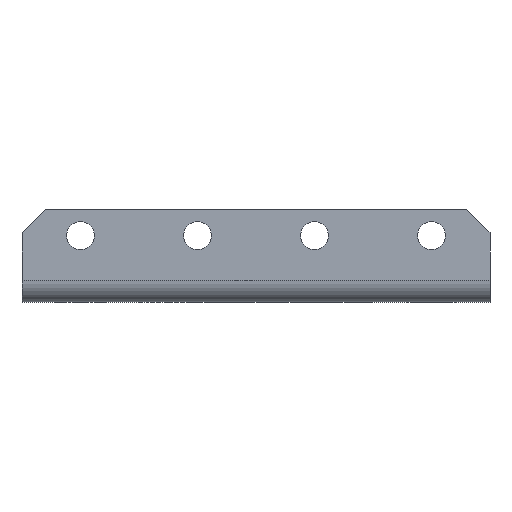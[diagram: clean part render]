
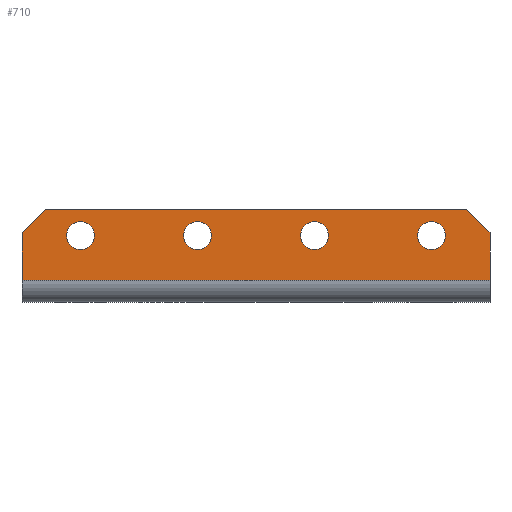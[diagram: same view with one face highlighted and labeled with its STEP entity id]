
A CAD part, front view. The second image highlights one B-rep face of the part: STEP entity #710.
In plain terms, the highlighted planar face has unit normal (0, -1, 0).
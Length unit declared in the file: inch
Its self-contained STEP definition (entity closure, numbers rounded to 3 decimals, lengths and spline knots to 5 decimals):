
#12 = ORIENTED_EDGE ( 'NONE', *, *, #123, .F. ) ;
#19 = CIRCLE ( 'NONE', #1544, 0.075 ) ;
#21 = EDGE_CURVE ( 'NONE', #27, #1087, #338, .T. ) ;
#27 = VERTEX_POINT ( 'NONE', #1631 ) ;
#49 = EDGE_CURVE ( 'NONE', #62, #454, #2106, .T. ) ;
#62 = VERTEX_POINT ( 'NONE', #568 ) ;
#69 = CIRCLE ( 'NONE', #217, 0.075 ) ;
#87 = CIRCLE ( 'NONE', #1391, 0.075 ) ;
#89 = DIRECTION ( 'NONE',  ( 0., -1., 0. ) ) ;
#108 = CARTESIAN_POINT ( 'NONE',  ( 1.25984, 0., 0.119 ) ) ;
#117 = DIRECTION ( 'NONE',  ( 0., 0., -1. ) ) ;
#123 = EDGE_CURVE ( 'NONE', #1248, #2302, #87, .T. ) ;
#124 = FACE_BOUND ( 'NONE', #1850, .T. ) ;
#132 = DIRECTION ( 'NONE',  ( 0., 0., -1. ) ) ;
#135 = PLANE ( 'NONE',  #2032 ) ;
#162 = AXIS2_PLACEMENT_3D ( 'NONE', #996, #1357, #1367 ) ;
#198 = EDGE_CURVE ( 'NONE', #1087, #1611, #2230, .T. ) ;
#204 = CARTESIAN_POINT ( 'NONE',  ( 3.46457, 0., 0.35984 ) ) ;
#217 = AXIS2_PLACEMENT_3D ( 'NONE', #2213, #89, #1895 ) ;
#243 = EDGE_CURVE ( 'NONE', #2172, #1862, #1024, .T. ) ;
#255 = DIRECTION ( 'NONE',  ( 0., -1., 0. ) ) ;
#328 = CARTESIAN_POINT ( 'NONE',  ( 1.5748, 0., 0.28484 ) ) ;
#338 = LINE ( 'NONE', #1050, #1852 ) ;
#357 = VERTEX_POINT ( 'NONE', #2097 ) ;
#389 = CARTESIAN_POINT ( 'NONE',  ( 1.25984, 0., 0.375 ) ) ;
#395 = DIRECTION ( 'NONE',  ( 0., 0., -1. ) ) ;
#416 = CARTESIAN_POINT ( 'NONE',  ( 2.83465, 0., 0.28484 ) ) ;
#454 = VERTEX_POINT ( 'NONE', #416 ) ;
#465 = CARTESIAN_POINT ( 'NONE',  ( 2.20472, 0., 0.35984 ) ) ;
#479 = FACE_BOUND ( 'NONE', #661, .T. ) ;
#491 = FACE_BOUND ( 'NONE', #2234, .T. ) ;
#515 = EDGE_CURVE ( 'NONE', #574, #27, #1303, .T. ) ;
#517 = CIRCLE ( 'NONE', #1833, 0.075 ) ;
#567 = CARTESIAN_POINT ( 'NONE',  ( 4.59695, 0., -0.44242 ) ) ;
#568 = CARTESIAN_POINT ( 'NONE',  ( 2.83465, 0., 0.43484 ) ) ;
#574 = VERTEX_POINT ( 'NONE', #1887 ) ;
#585 = EDGE_LOOP ( 'NONE', ( #722, #932, #769, #1745, #1754, #1009 ) ) ;
#616 = CARTESIAN_POINT ( 'NONE',  ( 1.5748, 0., 0.43484 ) ) ;
#623 = CARTESIAN_POINT ( 'NONE',  ( 1.25984, 0., 0. ) ) ;
#628 = EDGE_CURVE ( 'NONE', #357, #744, #19, .T. ) ;
#656 = DIRECTION ( 'NONE',  ( -1., 0., 0. ) ) ;
#661 = EDGE_LOOP ( 'NONE', ( #12, #1208 ) ) ;
#664 = FACE_OUTER_BOUND ( 'NONE', #585, .T. ) ;
#700 = DIRECTION ( 'NONE',  ( 0., 1., 0. ) ) ;
#710 = ADVANCED_FACE ( 'NONE', ( #1056, #491, #479, #124, #664 ), #135, .F. ) ;
#722 = ORIENTED_EDGE ( 'NONE', *, *, #1690, .T. ) ;
#744 = VERTEX_POINT ( 'NONE', #1414 ) ;
#769 = ORIENTED_EDGE ( 'NONE', *, *, #1645, .F. ) ;
#771 = CIRCLE ( 'NONE', #1511, 0.075 ) ;
#789 = DIRECTION ( 'NONE',  ( 0., -1., 0. ) ) ;
#829 = ORIENTED_EDGE ( 'NONE', *, *, #243, .F. ) ;
#835 = AXIS2_PLACEMENT_3D ( 'NONE', #1118, #1860, #1815 ) ;
#904 = VERTEX_POINT ( 'NONE', #389 ) ;
#932 = ORIENTED_EDGE ( 'NONE', *, *, #1552, .F. ) ;
#954 = DIRECTION ( 'NONE',  ( 0.707, 0., -0.707 ) ) ;
#973 = EDGE_CURVE ( 'NONE', #454, #62, #69, .T. ) ;
#996 = CARTESIAN_POINT ( 'NONE',  ( 1.5748, 0., 0.35984 ) ) ;
#1009 = ORIENTED_EDGE ( 'NONE', *, *, #515, .F. ) ;
#1013 = EDGE_CURVE ( 'NONE', #744, #357, #517, .T. ) ;
#1024 = CIRCLE ( 'NONE', #162, 0.075 ) ;
#1050 = CARTESIAN_POINT ( 'NONE',  ( 3.77953, 0., 0. ) ) ;
#1056 = FACE_BOUND ( 'NONE', #1410, .T. ) ;
#1078 = CARTESIAN_POINT ( 'NONE',  ( 3.46457, 0., 0.28484 ) ) ;
#1087 = VERTEX_POINT ( 'NONE', #2271 ) ;
#1118 = CARTESIAN_POINT ( 'NONE',  ( 2.83465, 0., 0.35984 ) ) ;
#1169 = VECTOR ( 'NONE', #656, 39.37008 ) ;
#1208 = ORIENTED_EDGE ( 'NONE', *, *, #1365, .F. ) ;
#1248 = VERTEX_POINT ( 'NONE', #1078 ) ;
#1283 = DIRECTION ( 'NONE',  ( 0., -1., 0. ) ) ;
#1303 = LINE ( 'NONE', #567, #1434 ) ;
#1308 = AXIS2_PLACEMENT_3D ( 'NONE', #1940, #1916, #132 ) ;
#1320 = DIRECTION ( 'NONE',  ( 0., 0., -1. ) ) ;
#1328 = VECTOR ( 'NONE', #2053, 39.37008 ) ;
#1351 = LINE ( 'NONE', #1370, #2004 ) ;
#1357 = DIRECTION ( 'NONE',  ( 0., -1., 0. ) ) ;
#1365 = EDGE_CURVE ( 'NONE', #2302, #1248, #771, .T. ) ;
#1367 = DIRECTION ( 'NONE',  ( 0., 0., -1. ) ) ;
#1370 = CARTESIAN_POINT ( 'NONE',  ( 2.96211, 0., 2.07726 ) ) ;
#1372 = CARTESIAN_POINT ( 'NONE',  ( 3.46457, 0., 0.43484 ) ) ;
#1391 = AXIS2_PLACEMENT_3D ( 'NONE', #204, #1283, #1997 ) ;
#1406 = DIRECTION ( 'NONE',  ( -1., 0., 0. ) ) ;
#1410 = EDGE_LOOP ( 'NONE', ( #2073, #2010 ) ) ;
#1414 = CARTESIAN_POINT ( 'NONE',  ( 2.20472, 0., 0.43484 ) ) ;
#1434 = VECTOR ( 'NONE', #954, 39.37008 ) ;
#1511 = AXIS2_PLACEMENT_3D ( 'NONE', #1715, #2277, #117 ) ;
#1516 = VERTEX_POINT ( 'NONE', #1902 ) ;
#1544 = AXIS2_PLACEMENT_3D ( 'NONE', #2049, #789, #1724 ) ;
#1552 = EDGE_CURVE ( 'NONE', #904, #1516, #1351, .T. ) ;
#1564 = CARTESIAN_POINT ( 'NONE',  ( 5.03937, 0., 0. ) ) ;
#1567 = LINE ( 'NONE', #623, #1328 ) ;
#1611 = VERTEX_POINT ( 'NONE', #108 ) ;
#1625 = VECTOR ( 'NONE', #1406, 39.37008 ) ;
#1631 = CARTESIAN_POINT ( 'NONE',  ( 3.77953, 0., 0.375 ) ) ;
#1645 = EDGE_CURVE ( 'NONE', #1611, #904, #1567, .T. ) ;
#1688 = ORIENTED_EDGE ( 'NONE', *, *, #49, .F. ) ;
#1690 = EDGE_CURVE ( 'NONE', #574, #1516, #2123, .T. ) ;
#1715 = CARTESIAN_POINT ( 'NONE',  ( 3.46457, 0., 0.35984 ) ) ;
#1724 = DIRECTION ( 'NONE',  ( 0., 0., -1. ) ) ;
#1744 = ORIENTED_EDGE ( 'NONE', *, *, #2192, .F. ) ;
#1745 = ORIENTED_EDGE ( 'NONE', *, *, #198, .F. ) ;
#1754 = ORIENTED_EDGE ( 'NONE', *, *, #21, .F. ) ;
#1815 = DIRECTION ( 'NONE',  ( 0., 0., -1. ) ) ;
#1833 = AXIS2_PLACEMENT_3D ( 'NONE', #465, #255, #1320 ) ;
#1850 = EDGE_LOOP ( 'NONE', ( #2102, #1688 ) ) ;
#1852 = VECTOR ( 'NONE', #395, 39.37008 ) ;
#1860 = DIRECTION ( 'NONE',  ( 0., -1., 0. ) ) ;
#1862 = VERTEX_POINT ( 'NONE', #328 ) ;
#1887 = CARTESIAN_POINT ( 'NONE',  ( 3.65453, 0., 0.5 ) ) ;
#1895 = DIRECTION ( 'NONE',  ( 0., 0., -1. ) ) ;
#1902 = CARTESIAN_POINT ( 'NONE',  ( 1.38484, 0., 0.5 ) ) ;
#1916 = DIRECTION ( 'NONE',  ( 0., -1., 0. ) ) ;
#1936 = CARTESIAN_POINT ( 'NONE',  ( 5.03937, 0., 0.5 ) ) ;
#1940 = CARTESIAN_POINT ( 'NONE',  ( 1.5748, 0., 0.35984 ) ) ;
#1997 = DIRECTION ( 'NONE',  ( 0., 0., -1. ) ) ;
#2004 = VECTOR ( 'NONE', #2267, 39.37008 ) ;
#2010 = ORIENTED_EDGE ( 'NONE', *, *, #1013, .F. ) ;
#2032 = AXIS2_PLACEMENT_3D ( 'NONE', #1564, #700, #2286 ) ;
#2049 = CARTESIAN_POINT ( 'NONE',  ( 2.20472, 0., 0.35984 ) ) ;
#2053 = DIRECTION ( 'NONE',  ( 0., 0., 1. ) ) ;
#2073 = ORIENTED_EDGE ( 'NONE', *, *, #628, .F. ) ;
#2087 = CARTESIAN_POINT ( 'NONE',  ( 5.03937, 0., 0.119 ) ) ;
#2097 = CARTESIAN_POINT ( 'NONE',  ( 2.20472, 0., 0.28484 ) ) ;
#2102 = ORIENTED_EDGE ( 'NONE', *, *, #973, .F. ) ;
#2106 = CIRCLE ( 'NONE', #835, 0.075 ) ;
#2123 = LINE ( 'NONE', #1936, #1625 ) ;
#2172 = VERTEX_POINT ( 'NONE', #616 ) ;
#2192 = EDGE_CURVE ( 'NONE', #1862, #2172, #2207, .T. ) ;
#2207 = CIRCLE ( 'NONE', #1308, 0.075 ) ;
#2213 = CARTESIAN_POINT ( 'NONE',  ( 2.83465, 0., 0.35984 ) ) ;
#2230 = LINE ( 'NONE', #2087, #1169 ) ;
#2234 = EDGE_LOOP ( 'NONE', ( #1744, #829 ) ) ;
#2267 = DIRECTION ( 'NONE',  ( 0.707, 0., 0.707 ) ) ;
#2271 = CARTESIAN_POINT ( 'NONE',  ( 3.77953, 0., 0.119 ) ) ;
#2277 = DIRECTION ( 'NONE',  ( 0., -1., 0. ) ) ;
#2286 = DIRECTION ( 'NONE',  ( 0., 0., -1. ) ) ;
#2302 = VERTEX_POINT ( 'NONE', #1372 ) ;
